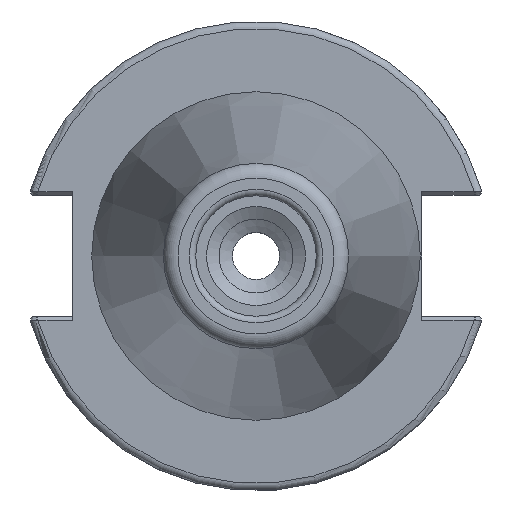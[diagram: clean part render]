
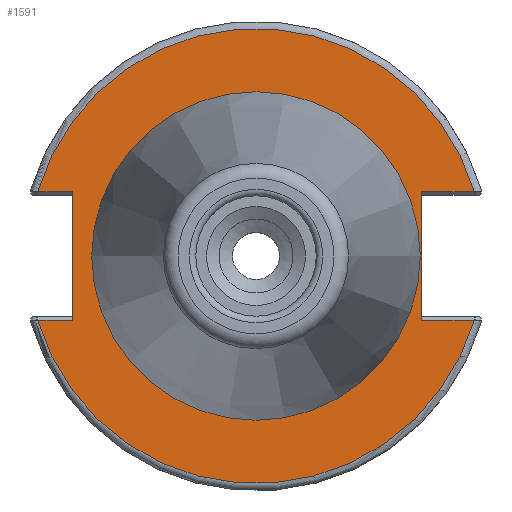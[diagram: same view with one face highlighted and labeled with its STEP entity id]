
A CAD part, left-side view. The second image highlights one B-rep face of the part: STEP entity #1591.
In plain terms, the highlighted planar face has unit normal (-1, 0, 0).
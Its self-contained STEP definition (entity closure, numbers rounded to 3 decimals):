
#65=FACE_BOUND('',#278,.T.);
#74=PLANE('',#1737);
#184=FACE_OUTER_BOUND('',#277,.T.);
#277=EDGE_LOOP('',(#1185,#1186,#1187,#1188,#1189,#1190,#1191,#1192));
#278=EDGE_LOOP('',(#1193,#1194));
#366=LINE('',#2545,#467);
#368=LINE('',#2613,#469);
#369=LINE('',#2615,#470);
#370=LINE('',#2619,#471);
#371=LINE('',#2621,#472);
#372=LINE('',#2622,#473);
#467=VECTOR('',#1963,10.);
#469=VECTOR('',#1981,10.);
#470=VECTOR('',#1982,10.);
#471=VECTOR('',#1985,10.);
#472=VECTOR('',#1986,10.);
#473=VECTOR('',#1987,10.);
#589=CIRCLE('',#1736,30.775);
#590=CIRCLE('',#1738,30.775);
#591=CIRCLE('',#1739,22.225);
#592=CIRCLE('',#1740,22.225);
#682=VERTEX_POINT('',#2538);
#685=VERTEX_POINT('',#2543);
#691=VERTEX_POINT('',#2591);
#693=VERTEX_POINT('',#2612);
#694=VERTEX_POINT('',#2614);
#695=VERTEX_POINT('',#2616);
#696=VERTEX_POINT('',#2618);
#697=VERTEX_POINT('',#2620);
#698=VERTEX_POINT('',#2623);
#699=VERTEX_POINT('',#2624);
#867=EDGE_CURVE('',#685,#682,#366,.T.);
#877=EDGE_CURVE('',#682,#691,#589,.T.);
#880=EDGE_CURVE('',#685,#693,#368,.T.);
#881=EDGE_CURVE('',#694,#693,#369,.T.);
#882=EDGE_CURVE('',#695,#694,#590,.T.);
#883=EDGE_CURVE('',#696,#695,#370,.T.);
#884=EDGE_CURVE('',#696,#697,#371,.T.);
#885=EDGE_CURVE('',#691,#697,#372,.T.);
#886=EDGE_CURVE('',#698,#699,#591,.T.);
#887=EDGE_CURVE('',#699,#698,#592,.T.);
#1185=ORIENTED_EDGE('',*,*,#867,.F.);
#1186=ORIENTED_EDGE('',*,*,#880,.T.);
#1187=ORIENTED_EDGE('',*,*,#881,.F.);
#1188=ORIENTED_EDGE('',*,*,#882,.F.);
#1189=ORIENTED_EDGE('',*,*,#883,.F.);
#1190=ORIENTED_EDGE('',*,*,#884,.T.);
#1191=ORIENTED_EDGE('',*,*,#885,.F.);
#1192=ORIENTED_EDGE('',*,*,#877,.F.);
#1193=ORIENTED_EDGE('',*,*,#886,.T.);
#1194=ORIENTED_EDGE('',*,*,#887,.T.);
#1591=ADVANCED_FACE('',(#184,#65),#74,.T.);
#1736=AXIS2_PLACEMENT_3D('',#2592,#1977,#1978);
#1737=AXIS2_PLACEMENT_3D('',#2611,#1979,#1980);
#1738=AXIS2_PLACEMENT_3D('',#2617,#1983,#1984);
#1739=AXIS2_PLACEMENT_3D('',#2625,#1988,#1989);
#1740=AXIS2_PLACEMENT_3D('',#2626,#1990,#1991);
#1963=DIRECTION('',(0.,-1.,0.));
#1977=DIRECTION('center_axis',(1.,0.,0.));
#1978=DIRECTION('ref_axis',(0.,0.,-1.));
#1979=DIRECTION('center_axis',(-1.,0.,0.));
#1980=DIRECTION('ref_axis',(0.,0.,1.));
#1981=DIRECTION('',(0.,0.,1.));
#1982=DIRECTION('',(0.,1.,0.));
#1983=DIRECTION('center_axis',(1.,0.,0.));
#1984=DIRECTION('ref_axis',(0.,0.,-1.));
#1985=DIRECTION('',(0.,1.,0.));
#1986=DIRECTION('',(0.,0.,-1.));
#1987=DIRECTION('',(0.,-1.,0.));
#1988=DIRECTION('center_axis',(1.,0.,0.));
#1989=DIRECTION('ref_axis',(0.,0.,-1.));
#1990=DIRECTION('center_axis',(1.,0.,0.));
#1991=DIRECTION('ref_axis',(0.,0.,-1.));
#2538=CARTESIAN_POINT('',(3.175,-29.523,-8.69));
#2543=CARTESIAN_POINT('',(3.175,-22.41,-8.69));
#2545=CARTESIAN_POINT('',(3.175,-4.878,-8.69));
#2591=CARTESIAN_POINT('',(3.175,29.523,-8.69));
#2592=CARTESIAN_POINT('Origin',(3.175,0.,
0.));
#2611=CARTESIAN_POINT('Origin',(3.175,30.775,0.));
#2612=CARTESIAN_POINT('',(3.175,-22.41,8.69));
#2613=CARTESIAN_POINT('',(3.175,-22.41,-4.095));
#2614=CARTESIAN_POINT('',(3.175,-29.523,8.69));
#2615=CARTESIAN_POINT('',(3.175,4.182,8.69));
#2616=CARTESIAN_POINT('',(3.175,29.523,8.69));
#2617=CARTESIAN_POINT('Origin',(3.175,0.,
0.));
#2618=CARTESIAN_POINT('',(3.175,24.8,8.69));
#2619=CARTESIAN_POINT('',(3.175,32.958,8.69));
#2620=CARTESIAN_POINT('',(3.175,24.8,-8.69));
#2621=CARTESIAN_POINT('',(3.175,24.8,4.095));
#2622=CARTESIAN_POINT('',(3.175,27.788,-8.69));
#2623=CARTESIAN_POINT('',(3.175,22.225,0.));
#2624=CARTESIAN_POINT('',(3.175,-22.225,0.));
#2625=CARTESIAN_POINT('Origin',(3.175,0.,
0.));
#2626=CARTESIAN_POINT('Origin',(3.175,0.,
0.));
